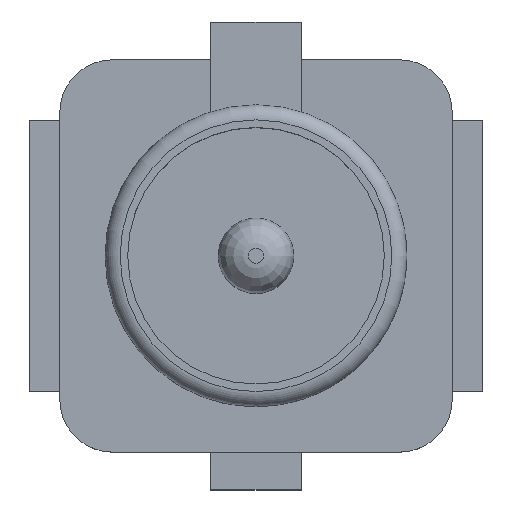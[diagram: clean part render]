
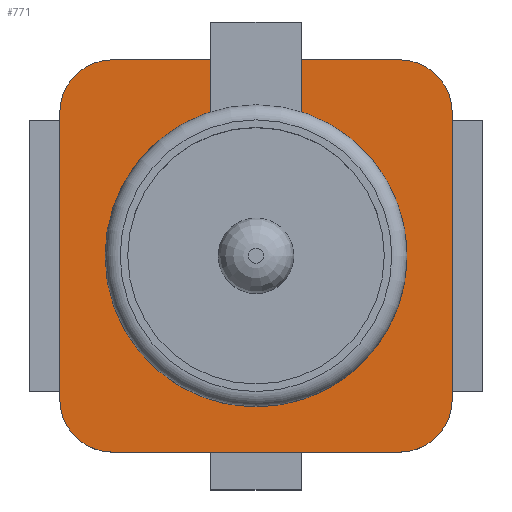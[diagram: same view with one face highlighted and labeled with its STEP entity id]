
A CAD part, top view. The second image highlights one B-rep face of the part: STEP entity #771.
In plain terms, the highlighted planar face has unit normal (0, 0, 1).
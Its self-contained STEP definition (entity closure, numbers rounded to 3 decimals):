
#342 = VERTEX_POINT('',#343);
#343 = CARTESIAN_POINT('',(-0.95,1.3,0.45));
#349 = EDGE_CURVE('',#342,#350,#352,.T.);
#350 = VERTEX_POINT('',#351);
#351 = CARTESIAN_POINT('',(-1.3,0.95,0.45));
#352 = CIRCLE('',#353,0.35);
#353 = AXIS2_PLACEMENT_3D('',#354,#355,#356);
#354 = CARTESIAN_POINT('',(-0.95,0.95,0.45));
#355 = DIRECTION('',(0.,0.,1.));
#356 = DIRECTION('',(1.,0.,0.));
#375 = VERTEX_POINT('',#376);
#376 = CARTESIAN_POINT('',(0.95,1.3,0.45));
#382 = EDGE_CURVE('',#375,#383,#385,.T.);
#383 = VERTEX_POINT('',#384);
#384 = CARTESIAN_POINT('',(0.3,1.3,0.45));
#385 = LINE('',#386,#387);
#386 = CARTESIAN_POINT('',(0.95,1.3,0.45));
#387 = VECTOR('',#388,1.);
#388 = DIRECTION('',(-1.,0.,0.));
#407 = VERTEX_POINT('',#408);
#408 = CARTESIAN_POINT('',(-0.3,1.3,0.45));
#414 = EDGE_CURVE('',#407,#342,#415,.T.);
#415 = LINE('',#416,#417);
#416 = CARTESIAN_POINT('',(0.95,1.3,0.45));
#417 = VECTOR('',#418,1.);
#418 = DIRECTION('',(-1.,0.,0.));
#430 = VERTEX_POINT('',#431);
#431 = CARTESIAN_POINT('',(1.3,0.95,0.45));
#437 = EDGE_CURVE('',#430,#375,#438,.T.);
#438 = CIRCLE('',#439,0.35);
#439 = AXIS2_PLACEMENT_3D('',#440,#441,#442);
#440 = CARTESIAN_POINT('',(0.95,0.95,0.45));
#441 = DIRECTION('',(0.,0.,1.));
#442 = DIRECTION('',(1.,0.,0.));
#455 = VERTEX_POINT('',#456);
#456 = CARTESIAN_POINT('',(1.3,-0.95,0.45));
#462 = EDGE_CURVE('',#455,#430,#463,.T.);
#463 = LINE('',#464,#465);
#464 = CARTESIAN_POINT('',(1.3,-0.95,0.45));
#465 = VECTOR('',#466,1.);
#466 = DIRECTION('',(0.,1.,0.));
#581 = VERTEX_POINT('',#582);
#582 = CARTESIAN_POINT('',(0.95,-1.3,0.45));
#588 = EDGE_CURVE('',#581,#455,#589,.T.);
#589 = CIRCLE('',#590,0.35);
#590 = AXIS2_PLACEMENT_3D('',#591,#592,#593);
#591 = CARTESIAN_POINT('',(0.95,-0.95,0.45));
#592 = DIRECTION('',(0.,0.,1.));
#593 = DIRECTION('',(1.,0.,0.));
#606 = VERTEX_POINT('',#607);
#607 = CARTESIAN_POINT('',(-0.95,-1.3,0.45));
#613 = EDGE_CURVE('',#606,#581,#614,.T.);
#614 = LINE('',#615,#616);
#615 = CARTESIAN_POINT('',(-0.95,-1.3,0.45));
#616 = VECTOR('',#617,1.);
#617 = DIRECTION('',(1.,0.,0.));
#632 = VERTEX_POINT('',#633);
#633 = CARTESIAN_POINT('',(-1.3,-0.95,0.45));
#639 = EDGE_CURVE('',#632,#606,#640,.T.);
#640 = CIRCLE('',#641,0.35);
#641 = AXIS2_PLACEMENT_3D('',#642,#643,#644);
#642 = CARTESIAN_POINT('',(-0.95,-0.95,0.45));
#643 = DIRECTION('',(0.,0.,1.));
#644 = DIRECTION('',(1.,0.,0.));
#657 = EDGE_CURVE('',#350,#632,#658,.T.);
#658 = LINE('',#659,#660);
#659 = CARTESIAN_POINT('',(-1.3,0.95,0.45));
#660 = VECTOR('',#661,1.);
#661 = DIRECTION('',(0.,-1.,0.));
#771 = ADVANCED_FACE('',(#772),#815,.T.);
#772 = FACE_BOUND('',#773,.T.);
#773 = EDGE_LOOP('',(#774,#775,#776,#777,#778,#779,#780,#781,#782,#790,
    #799,#808,#814));
#774 = ORIENTED_EDGE('',*,*,#349,.T.);
#775 = ORIENTED_EDGE('',*,*,#657,.T.);
#776 = ORIENTED_EDGE('',*,*,#639,.T.);
#777 = ORIENTED_EDGE('',*,*,#613,.T.);
#778 = ORIENTED_EDGE('',*,*,#588,.T.);
#779 = ORIENTED_EDGE('',*,*,#462,.T.);
#780 = ORIENTED_EDGE('',*,*,#437,.T.);
#781 = ORIENTED_EDGE('',*,*,#382,.T.);
#782 = ORIENTED_EDGE('',*,*,#783,.F.);
#783 = EDGE_CURVE('',#784,#383,#786,.T.);
#784 = VERTEX_POINT('',#785);
#785 = CARTESIAN_POINT('',(0.3,0.954,0.45));
#786 = LINE('',#787,#788);
#787 = CARTESIAN_POINT('',(0.3,0.625,0.45));
#788 = VECTOR('',#789,1.);
#789 = DIRECTION('',(0.,1.,0.));
#790 = ORIENTED_EDGE('',*,*,#791,.F.);
#791 = EDGE_CURVE('',#792,#784,#794,.T.);
#792 = VERTEX_POINT('',#793);
#793 = CARTESIAN_POINT('',(-1.,0.,0.45));
#794 = CIRCLE('',#795,1.);
#795 = AXIS2_PLACEMENT_3D('',#796,#797,#798);
#796 = CARTESIAN_POINT('',(0.,0.,0.45));
#797 = DIRECTION('',(0.,0.,1.));
#798 = DIRECTION('',(-1.,0.,0.));
#799 = ORIENTED_EDGE('',*,*,#800,.F.);
#800 = EDGE_CURVE('',#801,#792,#803,.T.);
#801 = VERTEX_POINT('',#802);
#802 = CARTESIAN_POINT('',(-0.3,0.954,0.45));
#803 = CIRCLE('',#804,1.);
#804 = AXIS2_PLACEMENT_3D('',#805,#806,#807);
#805 = CARTESIAN_POINT('',(0.,0.,0.45));
#806 = DIRECTION('',(0.,0.,1.));
#807 = DIRECTION('',(-1.,0.,0.));
#808 = ORIENTED_EDGE('',*,*,#809,.F.);
#809 = EDGE_CURVE('',#407,#801,#810,.T.);
#810 = LINE('',#811,#812);
#811 = CARTESIAN_POINT('',(-0.3,0.625,0.45));
#812 = VECTOR('',#813,1.);
#813 = DIRECTION('',(0.,-1.,0.));
#814 = ORIENTED_EDGE('',*,*,#414,.T.);
#815 = PLANE('',#816);
#816 = AXIS2_PLACEMENT_3D('',#817,#818,#819);
#817 = CARTESIAN_POINT('',(0.,0.,0.45));
#818 = DIRECTION('',(0.,0.,1.));
#819 = DIRECTION('',(1.,0.,0.));
